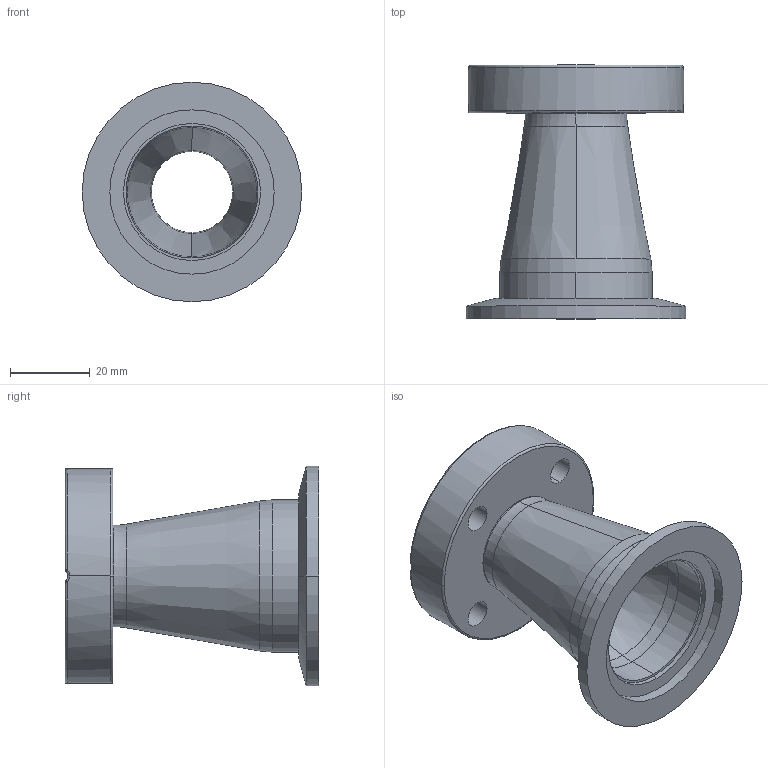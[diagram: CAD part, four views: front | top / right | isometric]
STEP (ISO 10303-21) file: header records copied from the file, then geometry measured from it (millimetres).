
FILE_DESCRIPTION (( 'STEP AP203' ), '1' );
FILE_NAME ('P103820.step', '2014-07-25T01:32:45', ( 'Rick' ), ( 'Microsoft' ), 'SwSTEP 2.0', 'SolidWorks 2014', '' );
FILE_SCHEMA (( 'CONFIG_CONTROL_DESIGN' ));
Length unit declared in the file: inch
Products named in the file (1): P103820
Bounding box: 54.94 x 63.5 x 54.94 mm (x, y, z)
Volume: 37298.3 mm3; surface area: 20133.3 mm2
Topology: 1 solids, 1 shells, 78 faces, 175 edges, 96 vertices
Faces by surface type: cylinder 36, torus 12, plane 9, sphere 9, cone 8, bspline 4
Entity records: 2425 total; most frequent: CARTESIAN_POINT 595, DIRECTION 416, ORIENTED_EDGE 332, AXIS2_PLACEMENT_3D 185, EDGE_CURVE 166, CIRCLE 110, VERTEX_POINT 96, EDGE_LOOP 94
